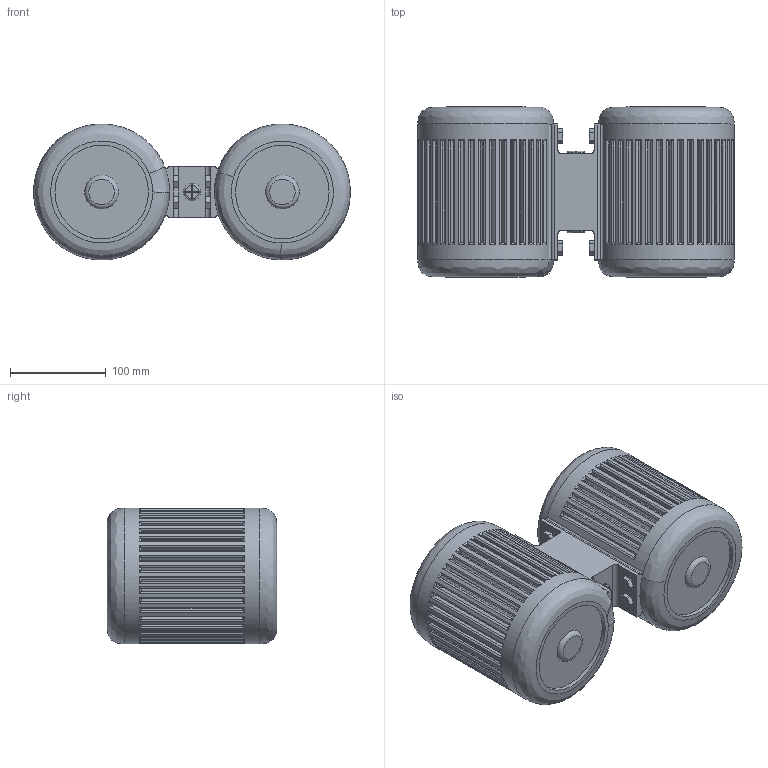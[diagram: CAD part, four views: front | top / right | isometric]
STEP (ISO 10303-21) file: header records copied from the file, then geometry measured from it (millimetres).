
FILE_DESCRIPTION(/* description */ (''),/* implementation_level */ '2;1');
FILE_NAME(/* name */ 'waist.stp',/* time_stamp */ '2019-08-09T11:29:01-04:00',/* author */ ('thowison'),/* organization */ (''),/* preprocessor_version */ 'ST-DEVELOPER v17',/* originating_system */ 'Autodesk Inventor 2018',/* authorisation */ '');
FILE_SCHEMA (('AUTOMOTIVE_DESIGN { 1 0 10303 214 3 1 1 }'));
Length unit declared in the file: inch
Products named in the file (1): waist scaled
Bounding box: 331.37 x 177.8 x 142.24 mm (x, y, z)
Volume: 4741272.7 mm3; surface area: 480688.6 mm2
Topology: 1 solids, 3 shells, 658 faces, 1727 edges, 1155 vertices
Faces by surface type: plane 388, cylinder 140, torus 124, bspline 6
Full cylindrical faces by diameter (mm): 63.796 x2, 97.79 x4
Entity records: 24668 total; most frequent: CARTESIAN_POINT 7682, ORIENTED_EDGE 3454, DIRECTION 3308, EDGE_CURVE 1727, AXIS2_PLACEMENT_3D 1193, VERTEX_POINT 1155, LINE 922, VECTOR 922
